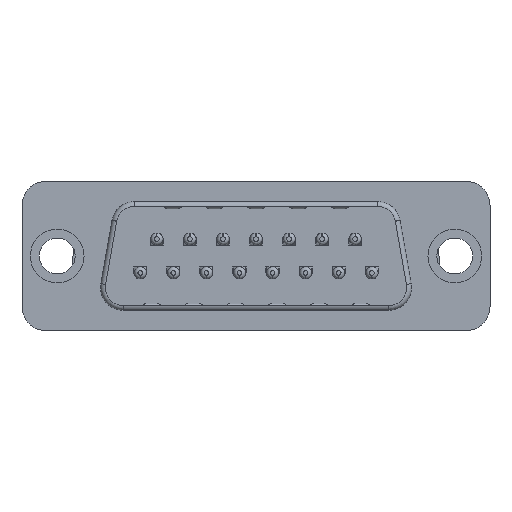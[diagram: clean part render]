
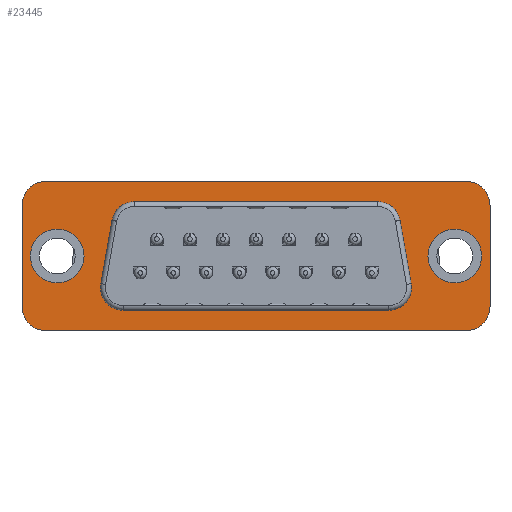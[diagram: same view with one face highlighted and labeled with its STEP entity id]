
A CAD part, front view. The second image highlights one B-rep face of the part: STEP entity #23445.
In plain terms, the highlighted face is planar.
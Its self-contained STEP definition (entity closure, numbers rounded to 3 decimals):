
#1310=CIRCLE('',#28981,2.05);
#1311=CIRCLE('',#28982,1.9);
#1312=CIRCLE('',#28983,1.9);
#1313=CIRCLE('',#28984,1.9);
#1314=CIRCLE('',#28985,1.9);
#1315=CIRCLE('',#28986,2.);
#1316=CIRCLE('',#28987,2.);
#1317=CIRCLE('',#28988,2.);
#1318=CIRCLE('',#28989,2.);
#1319=CIRCLE('',#28990,2.05);
#5916=ORIENTED_EDGE('',*,*,#10584,.T.);
#5917=ORIENTED_EDGE('',*,*,#10585,.F.);
#5918=ORIENTED_EDGE('',*,*,#10586,.F.);
#5919=ORIENTED_EDGE('',*,*,#10587,.F.);
#5920=ORIENTED_EDGE('',*,*,#10588,.F.);
#5921=ORIENTED_EDGE('',*,*,#10589,.F.);
#5922=ORIENTED_EDGE('',*,*,#10590,.F.);
#5923=ORIENTED_EDGE('',*,*,#10591,.F.);
#5924=ORIENTED_EDGE('',*,*,#10592,.F.);
#5925=ORIENTED_EDGE('',*,*,#10593,.T.);
#5926=ORIENTED_EDGE('',*,*,#10594,.T.);
#5927=ORIENTED_EDGE('',*,*,#10595,.T.);
#5928=ORIENTED_EDGE('',*,*,#10596,.T.);
#5929=ORIENTED_EDGE('',*,*,#10597,.T.);
#5930=ORIENTED_EDGE('',*,*,#10598,.T.);
#5931=ORIENTED_EDGE('',*,*,#10599,.T.);
#5932=ORIENTED_EDGE('',*,*,#10600,.T.);
#5933=ORIENTED_EDGE('',*,*,#10601,.T.);
#10584=EDGE_CURVE('',#13274,#13274,#1310,.T.);
#10585=EDGE_CURVE('',#13275,#13276,#1311,.T.);
#10586=EDGE_CURVE('',#13277,#13275,#15828,.T.);
#10587=EDGE_CURVE('',#13278,#13277,#1312,.T.);
#10588=EDGE_CURVE('',#13279,#13278,#15829,.T.);
#10589=EDGE_CURVE('',#13280,#13279,#1313,.T.);
#10590=EDGE_CURVE('',#13281,#13280,#15830,.T.);
#10591=EDGE_CURVE('',#13282,#13281,#1314,.T.);
#10592=EDGE_CURVE('',#13276,#13282,#15831,.T.);
#10593=EDGE_CURVE('',#13283,#13284,#15832,.T.);
#10594=EDGE_CURVE('',#13284,#13285,#1315,.T.);
#10595=EDGE_CURVE('',#13285,#13286,#15833,.T.);
#10596=EDGE_CURVE('',#13286,#13287,#1316,.T.);
#10597=EDGE_CURVE('',#13287,#13288,#15834,.T.);
#10598=EDGE_CURVE('',#13288,#13289,#1317,.T.);
#10599=EDGE_CURVE('',#13289,#13290,#15835,.T.);
#10600=EDGE_CURVE('',#13290,#13283,#1318,.T.);
#10601=EDGE_CURVE('',#13291,#13291,#1319,.T.);
#13274=VERTEX_POINT('',#41777);
#13275=VERTEX_POINT('',#41779);
#13276=VERTEX_POINT('',#41780);
#13277=VERTEX_POINT('',#41782);
#13278=VERTEX_POINT('',#41784);
#13279=VERTEX_POINT('',#41786);
#13280=VERTEX_POINT('',#41788);
#13281=VERTEX_POINT('',#41790);
#13282=VERTEX_POINT('',#41792);
#13283=VERTEX_POINT('',#41795);
#13284=VERTEX_POINT('',#41796);
#13285=VERTEX_POINT('',#41798);
#13286=VERTEX_POINT('',#41800);
#13287=VERTEX_POINT('',#41802);
#13288=VERTEX_POINT('',#41804);
#13289=VERTEX_POINT('',#41806);
#13290=VERTEX_POINT('',#41808);
#13291=VERTEX_POINT('',#41811);
#15828=LINE('',#41781,#18348);
#15829=LINE('',#41785,#18349);
#15830=LINE('',#41789,#18350);
#15831=LINE('',#41793,#18351);
#15832=LINE('',#41794,#18352);
#15833=LINE('',#41799,#18353);
#15834=LINE('',#41803,#18354);
#15835=LINE('',#41807,#18355);
#18348=VECTOR('',#33626,1000.);
#18349=VECTOR('',#33629,1000.);
#18350=VECTOR('',#33632,1000.);
#18351=VECTOR('',#33635,1000.);
#18352=VECTOR('',#33636,1000.);
#18353=VECTOR('',#33639,1000.);
#18354=VECTOR('',#33642,1000.);
#18355=VECTOR('',#33645,1000.);
#19956=EDGE_LOOP('',(#5916));
#19957=EDGE_LOOP('',(#5917,#5918,#5919,#5920,#5921,#5922,#5923,#5924));
#19958=EDGE_LOOP('',(#5925,#5926,#5927,#5928,#5929,#5930,#5931,#5932));
#19959=EDGE_LOOP('',(#5933));
#21326=FACE_BOUND('',#19956,.T.);
#21327=FACE_BOUND('',#19957,.T.);
#21328=FACE_BOUND('',#19958,.T.);
#21329=FACE_BOUND('',#19959,.T.);
#22440=PLANE('',#28980);
#23445=ADVANCED_FACE('',(#21326,#21327,#21328,#21329),#22440,.T.);
#28980=AXIS2_PLACEMENT_3D('',#41775,#33620,#33621);
#28981=AXIS2_PLACEMENT_3D('',#41776,#33622,#33623);
#28982=AXIS2_PLACEMENT_3D('',#41778,#33624,#33625);
#28983=AXIS2_PLACEMENT_3D('',#41783,#33627,#33628);
#28984=AXIS2_PLACEMENT_3D('',#41787,#33630,#33631);
#28985=AXIS2_PLACEMENT_3D('',#41791,#33633,#33634);
#28986=AXIS2_PLACEMENT_3D('',#41797,#33637,#33638);
#28987=AXIS2_PLACEMENT_3D('',#41801,#33640,#33641);
#28988=AXIS2_PLACEMENT_3D('',#41805,#33643,#33644);
#28989=AXIS2_PLACEMENT_3D('',#41809,#33646,#33647);
#28990=AXIS2_PLACEMENT_3D('',#41810,#33648,#33649);
#33620=DIRECTION('',(0.,1.,0.));
#33621=DIRECTION('',(0.,0.,1.));
#33622=DIRECTION('',(0.,-1.,0.));
#33623=DIRECTION('',(-1.,0.,0.));
#33624=DIRECTION('',(0.,1.,0.));
#33625=DIRECTION('',(0.,0.,1.));
#33626=DIRECTION('',(-1.,0.,0.));
#33627=DIRECTION('',(0.,1.,0.));
#33628=DIRECTION('',(0.,0.,1.));
#33629=DIRECTION('',(-0.174,0.,-0.985));
#33630=DIRECTION('',(0.,1.,0.));
#33631=DIRECTION('',(0.,0.,1.));
#33632=DIRECTION('',(1.,0.,0.));
#33633=DIRECTION('',(0.,1.,0.));
#33634=DIRECTION('',(0.,0.,1.));
#33635=DIRECTION('',(-0.174,0.,0.985));
#33636=DIRECTION('',(0.,0.,1.));
#33637=DIRECTION('',(0.,1.,0.));
#33638=DIRECTION('',(0.,0.,1.));
#33639=DIRECTION('',(1.,0.,0.));
#33640=DIRECTION('',(0.,1.,0.));
#33641=DIRECTION('',(0.,0.,1.));
#33642=DIRECTION('',(0.,0.,-1.));
#33643=DIRECTION('',(0.,1.,0.));
#33644=DIRECTION('',(0.,0.,1.));
#33645=DIRECTION('',(-1.,0.,0.));
#33646=DIRECTION('',(0.,1.,0.));
#33647=DIRECTION('',(0.,0.,1.));
#33648=DIRECTION('',(0.,-1.,0.));
#33649=DIRECTION('',(-1.,0.,0.));
#41775=CARTESIAN_POINT('',(0.,0.,0.));
#41776=CARTESIAN_POINT('',(16.65,0.,0.));
#41777=CARTESIAN_POINT('',(14.6,0.,0.));
#41778=CARTESIAN_POINT('',(-10.19,0.,-2.65));
#41779=CARTESIAN_POINT('',(-10.19,0.,-4.55));
#41780=CARTESIAN_POINT('',(-12.062,0.,-2.98));
#41781=CARTESIAN_POINT('',(0.,0.,-4.55));
#41782=CARTESIAN_POINT('',(10.19,0.,-4.55));
#41783=CARTESIAN_POINT('',(10.19,0.,-2.65));
#41784=CARTESIAN_POINT('',(12.062,0.,-2.98));
#41785=CARTESIAN_POINT('',(12.207,0.,-2.153));
#41786=CARTESIAN_POINT('',(12.996,0.,2.32));
#41787=CARTESIAN_POINT('',(11.125,0.,2.65));
#41788=CARTESIAN_POINT('',(11.125,0.,4.55));
#41789=CARTESIAN_POINT('',(0.,0.,4.55));
#41790=CARTESIAN_POINT('',(-11.125,0.,4.55));
#41791=CARTESIAN_POINT('',(-11.125,0.,2.65));
#41792=CARTESIAN_POINT('',(-12.996,0.,2.32));
#41793=CARTESIAN_POINT('',(-12.207,0.,-2.153));
#41794=CARTESIAN_POINT('',(-19.6,0.,-6.25));
#41795=CARTESIAN_POINT('',(-19.6,0.,-4.25));
#41796=CARTESIAN_POINT('',(-19.6,0.,4.25));
#41797=CARTESIAN_POINT('',(-17.6,0.,4.25));
#41798=CARTESIAN_POINT('',(-17.6,0.,6.25));
#41799=CARTESIAN_POINT('',(-19.6,0.,6.25));
#41800=CARTESIAN_POINT('',(17.6,0.,6.25));
#41801=CARTESIAN_POINT('',(17.6,0.,4.25));
#41802=CARTESIAN_POINT('',(19.6,0.,4.25));
#41803=CARTESIAN_POINT('',(19.6,0.,6.25));
#41804=CARTESIAN_POINT('',(19.6,0.,-4.25));
#41805=CARTESIAN_POINT('',(17.6,0.,-4.25));
#41806=CARTESIAN_POINT('',(17.6,0.,-6.25));
#41807=CARTESIAN_POINT('',(19.6,0.,-6.25));
#41808=CARTESIAN_POINT('',(-17.6,0.,-6.25));
#41809=CARTESIAN_POINT('',(-17.6,0.,-4.25));
#41810=CARTESIAN_POINT('',(-16.65,0.,0.));
#41811=CARTESIAN_POINT('',(-18.7,0.,0.));
